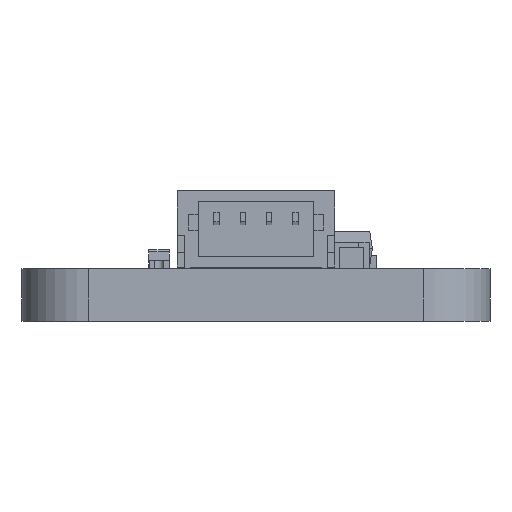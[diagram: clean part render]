
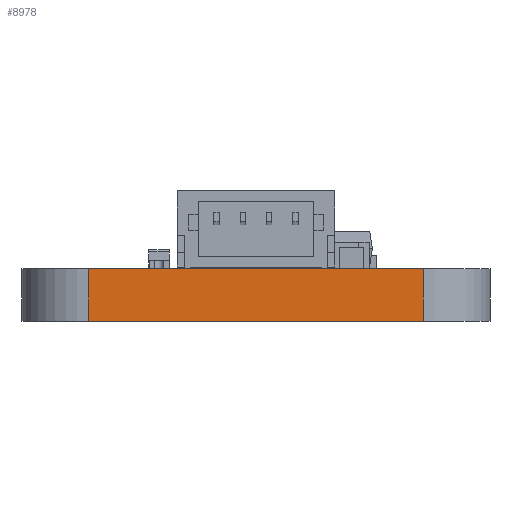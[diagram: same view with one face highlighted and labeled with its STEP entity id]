
A CAD part, left-side view. The second image highlights one B-rep face of the part: STEP entity #8978.
In plain terms, the highlighted planar face has unit normal (-1, 0, 0).
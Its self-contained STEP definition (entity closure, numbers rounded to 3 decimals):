
#171=PLANE('',#9607);
#585=FACE_OUTER_BOUND('',#1052,.T.);
#1052=EDGE_LOOP('',(#6174,#6175,#6176,#6177));
#1614=LINE('',#12837,#2716);
#1615=LINE('',#12840,#2717);
#1616=LINE('',#12842,#2718);
#1617=LINE('',#12843,#2719);
#2716=VECTOR('',#10450,10.);
#2717=VECTOR('',#10453,10.);
#2718=VECTOR('',#10454,10.);
#2719=VECTOR('',#10455,10.);
#3984=VERTEX_POINT('',#12833);
#3985=VERTEX_POINT('',#12835);
#3986=VERTEX_POINT('',#12839);
#3987=VERTEX_POINT('',#12841);
#4860=EDGE_CURVE('',#3984,#3985,#1614,.T.);
#4861=EDGE_CURVE('',#3986,#3984,#1615,.T.);
#4862=EDGE_CURVE('',#3987,#3985,#1616,.T.);
#4863=EDGE_CURVE('',#3986,#3987,#1617,.T.);
#6174=ORIENTED_EDGE('',*,*,#4861,.T.);
#6175=ORIENTED_EDGE('',*,*,#4860,.T.);
#6176=ORIENTED_EDGE('',*,*,#4862,.F.);
#6177=ORIENTED_EDGE('',*,*,#4863,.F.);
#8978=ADVANCED_FACE('',(#585),#171,.T.);
#9607=AXIS2_PLACEMENT_3D('',#12838,#10451,#10452);
#10450=DIRECTION('',(0.,0.,1.));
#10451=DIRECTION('center_axis',(-1.,0.,0.));
#10452=DIRECTION('ref_axis',(0.,-1.,0.));
#10453=DIRECTION('',(0.,-1.,0.));
#10454=DIRECTION('',(0.,-1.,0.));
#10455=DIRECTION('',(0.,0.,1.));
#12833=CARTESIAN_POINT('',(-12.7,-10.033,0.));
#12835=CARTESIAN_POINT('',(-12.7,-10.033,2.));
#12837=CARTESIAN_POINT('',(-12.7,-10.033,0.));
#12838=CARTESIAN_POINT('Origin',(-12.7,2.667,0.));
#12839=CARTESIAN_POINT('',(-12.7,2.667,0.));
#12840=CARTESIAN_POINT('',(-12.7,2.667,0.));
#12841=CARTESIAN_POINT('',(-12.7,2.667,2.));
#12842=CARTESIAN_POINT('',(-12.7,2.667,2.));
#12843=CARTESIAN_POINT('',(-12.7,2.667,0.));
